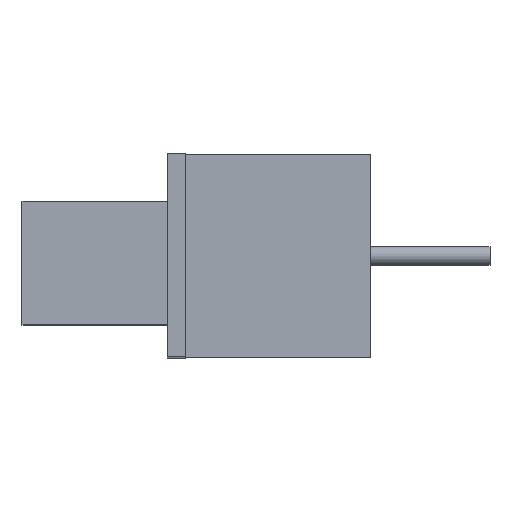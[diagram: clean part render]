
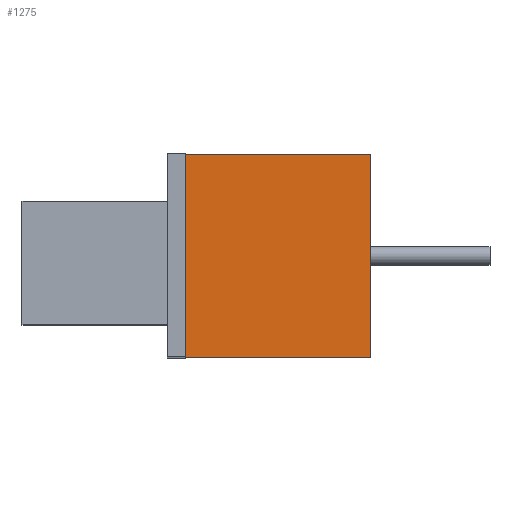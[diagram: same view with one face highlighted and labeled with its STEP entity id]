
A CAD part, top view. The second image highlights one B-rep face of the part: STEP entity #1275.
In plain terms, the highlighted planar face has unit normal (0, 0, 1).
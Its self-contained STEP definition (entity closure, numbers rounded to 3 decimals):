
#113 = VERTEX_POINT('',#114);
#114 = CARTESIAN_POINT('',(0.5,0.,15.));
#128 = PLANE('',#129);
#129 = AXIS2_PLACEMENT_3D('',#130,#131,#132);
#130 = CARTESIAN_POINT('',(0.5,0.,0.));
#131 = DIRECTION('',(1.,0.,0.));
#132 = DIRECTION('',(0.,0.,1.));
#156 = PLANE('',#157);
#157 = AXIS2_PLACEMENT_3D('',#158,#159,#160);
#158 = CARTESIAN_POINT('',(0.5,0.,4.));
#159 = DIRECTION('',(0.,-1.,0.));
#160 = DIRECTION('',(0.,0.,1.));
#614 = VERTEX_POINT('',#615);
#615 = CARTESIAN_POINT('',(5.6,0.,15.));
#629 = PLANE('',#630);
#630 = AXIS2_PLACEMENT_3D('',#631,#632,#633);
#631 = CARTESIAN_POINT('',(5.6,0.,15.));
#632 = DIRECTION('',(1.,0.,0.));
#633 = DIRECTION('',(0.,0.,1.));
#641 = EDGE_CURVE('',#113,#614,#642,.T.);
#642 = SURFACE_CURVE('',#643,(#647,#654),.PCURVE_S1.);
#643 = LINE('',#644,#645);
#644 = CARTESIAN_POINT('',(0.5,0.,15.));
#645 = VECTOR('',#646,1.);
#646 = DIRECTION('',(1.,0.,0.));
#647 = PCURVE('',#156,#648);
#648 = DEFINITIONAL_REPRESENTATION('',(#649),#653);
#649 = LINE('',#650,#651);
#650 = CARTESIAN_POINT('',(11.,0.));
#651 = VECTOR('',#652,1.);
#652 = DIRECTION('',(0.,-1.));
#653 = ( GEOMETRIC_REPRESENTATION_CONTEXT(2) 
PARAMETRIC_REPRESENTATION_CONTEXT() REPRESENTATION_CONTEXT('2D SPACE',''
  ) );
#654 = PCURVE('',#655,#660);
#655 = PLANE('',#656);
#656 = AXIS2_PLACEMENT_3D('',#657,#658,#659);
#657 = CARTESIAN_POINT('',(0.5,0.,15.));
#658 = DIRECTION('',(0.,0.,1.));
#659 = DIRECTION('',(0.,1.,0.));
#660 = DEFINITIONAL_REPRESENTATION('',(#661),#665);
#661 = LINE('',#662,#663);
#662 = CARTESIAN_POINT('',(0.,0.));
#663 = VECTOR('',#664,1.);
#664 = DIRECTION('',(0.,-1.));
#665 = ( GEOMETRIC_REPRESENTATION_CONTEXT(2) 
PARAMETRIC_REPRESENTATION_CONTEXT() REPRESENTATION_CONTEXT('2D SPACE',''
  ) );
#721 = EDGE_CURVE('',#113,#722,#724,.T.);
#722 = VERTEX_POINT('',#723);
#723 = CARTESIAN_POINT('',(0.5,5.6,15.));
#724 = SURFACE_CURVE('',#725,(#729,#736),.PCURVE_S1.);
#725 = LINE('',#726,#727);
#726 = CARTESIAN_POINT('',(0.5,0.,15.));
#727 = VECTOR('',#728,1.);
#728 = DIRECTION('',(0.,1.,0.));
#729 = PCURVE('',#128,#730);
#730 = DEFINITIONAL_REPRESENTATION('',(#731),#735);
#731 = LINE('',#732,#733);
#732 = CARTESIAN_POINT('',(15.,0.));
#733 = VECTOR('',#734,1.);
#734 = DIRECTION('',(0.,-1.));
#735 = ( GEOMETRIC_REPRESENTATION_CONTEXT(2) 
PARAMETRIC_REPRESENTATION_CONTEXT() REPRESENTATION_CONTEXT('2D SPACE',''
  ) );
#736 = PCURVE('',#655,#737);
#737 = DEFINITIONAL_REPRESENTATION('',(#738),#742);
#738 = LINE('',#739,#740);
#739 = CARTESIAN_POINT('',(0.,0.));
#740 = VECTOR('',#741,1.);
#741 = DIRECTION('',(1.,0.));
#742 = ( GEOMETRIC_REPRESENTATION_CONTEXT(2) 
PARAMETRIC_REPRESENTATION_CONTEXT() REPRESENTATION_CONTEXT('2D SPACE',''
  ) );
#817 = PLANE('',#818);
#818 = AXIS2_PLACEMENT_3D('',#819,#820,#821);
#819 = CARTESIAN_POINT('',(0.5,5.6,15.));
#820 = DIRECTION('',(0.,1.,0.));
#821 = DIRECTION('',(0.,0.,-1.));
#1137 = EDGE_CURVE('',#614,#1138,#1140,.T.);
#1138 = VERTEX_POINT('',#1139);
#1139 = CARTESIAN_POINT('',(5.6,5.6,15.));
#1140 = SURFACE_CURVE('',#1141,(#1145,#1152),.PCURVE_S1.);
#1141 = LINE('',#1142,#1143);
#1142 = CARTESIAN_POINT('',(5.6,0.,15.));
#1143 = VECTOR('',#1144,1.);
#1144 = DIRECTION('',(0.,1.,0.));
#1145 = PCURVE('',#629,#1146);
#1146 = DEFINITIONAL_REPRESENTATION('',(#1147),#1151);
#1147 = LINE('',#1148,#1149);
#1148 = CARTESIAN_POINT('',(0.,0.));
#1149 = VECTOR('',#1150,1.);
#1150 = DIRECTION('',(0.,-1.));
#1151 = ( GEOMETRIC_REPRESENTATION_CONTEXT(2) 
PARAMETRIC_REPRESENTATION_CONTEXT() REPRESENTATION_CONTEXT('2D SPACE',''
  ) );
#1152 = PCURVE('',#655,#1153);
#1153 = DEFINITIONAL_REPRESENTATION('',(#1154),#1158);
#1154 = LINE('',#1155,#1156);
#1155 = CARTESIAN_POINT('',(0.,-5.1));
#1156 = VECTOR('',#1157,1.);
#1157 = DIRECTION('',(1.,0.));
#1158 = ( GEOMETRIC_REPRESENTATION_CONTEXT(2) 
PARAMETRIC_REPRESENTATION_CONTEXT() REPRESENTATION_CONTEXT('2D SPACE',''
  ) );
#1275 = ADVANCED_FACE('',(#1276),#655,.T.);
#1276 = FACE_BOUND('',#1277,.T.);
#1277 = EDGE_LOOP('',(#1278,#1279,#1280,#1301));
#1278 = ORIENTED_EDGE('',*,*,#641,.T.);
#1279 = ORIENTED_EDGE('',*,*,#1137,.T.);
#1280 = ORIENTED_EDGE('',*,*,#1281,.F.);
#1281 = EDGE_CURVE('',#722,#1138,#1282,.T.);
#1282 = SURFACE_CURVE('',#1283,(#1287,#1294),.PCURVE_S1.);
#1283 = LINE('',#1284,#1285);
#1284 = CARTESIAN_POINT('',(0.5,5.6,15.));
#1285 = VECTOR('',#1286,1.);
#1286 = DIRECTION('',(1.,0.,0.));
#1287 = PCURVE('',#655,#1288);
#1288 = DEFINITIONAL_REPRESENTATION('',(#1289),#1293);
#1289 = LINE('',#1290,#1291);
#1290 = CARTESIAN_POINT('',(5.6,0.));
#1291 = VECTOR('',#1292,1.);
#1292 = DIRECTION('',(0.,-1.));
#1293 = ( GEOMETRIC_REPRESENTATION_CONTEXT(2) 
PARAMETRIC_REPRESENTATION_CONTEXT() REPRESENTATION_CONTEXT('2D SPACE',''
  ) );
#1294 = PCURVE('',#817,#1295);
#1295 = DEFINITIONAL_REPRESENTATION('',(#1296),#1300);
#1296 = LINE('',#1297,#1298);
#1297 = CARTESIAN_POINT('',(0.,0.));
#1298 = VECTOR('',#1299,1.);
#1299 = DIRECTION('',(0.,-1.));
#1300 = ( GEOMETRIC_REPRESENTATION_CONTEXT(2) 
PARAMETRIC_REPRESENTATION_CONTEXT() REPRESENTATION_CONTEXT('2D SPACE',''
  ) );
#1301 = ORIENTED_EDGE('',*,*,#721,.F.);
